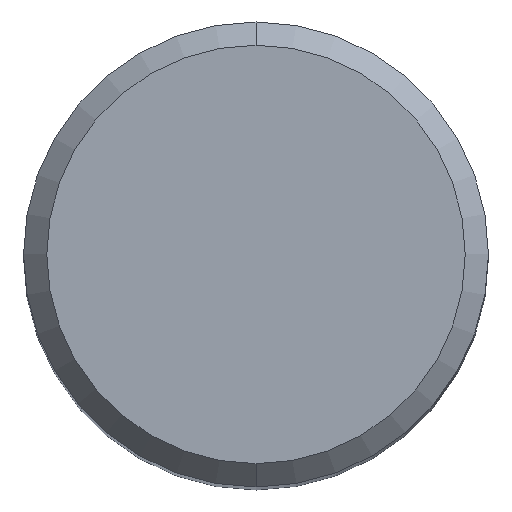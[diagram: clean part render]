
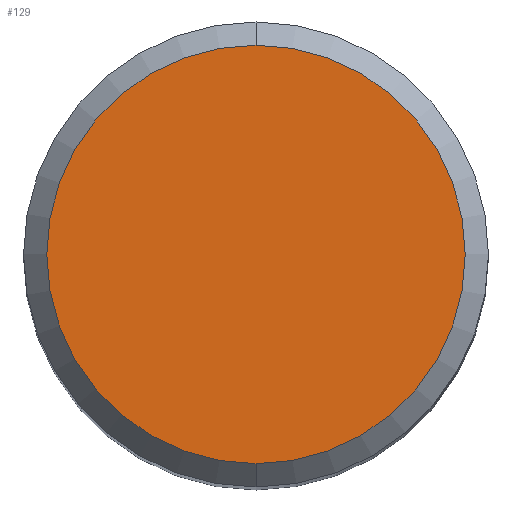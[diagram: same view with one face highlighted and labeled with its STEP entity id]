
A CAD part, top view. The second image highlights one B-rep face of the part: STEP entity #129.
In plain terms, the highlighted planar face has unit normal (0, 0, 1).
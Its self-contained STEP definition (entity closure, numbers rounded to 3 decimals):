
#125=VERTEX_POINT('',#280);
#129=ADVANCED_FACE('',(#284),#285,.T.);
#149=VERTEX_POINT('',#307);
#151=EDGE_CURVE('',#125,#149,#309,.T.);
#229=EDGE_CURVE('',#149,#125,#397,.T.);
#280=CARTESIAN_POINT('',(0.0,4.5,0.0));
#284=FACE_OUTER_BOUND('',#452,.T.);
#285=PLANE('',#453);
#307=CARTESIAN_POINT('',(0.,-4.5,0.0));
#309=CIRCLE('',#483,4.5);
#397=CIRCLE('',#599,4.5);
#452=EDGE_LOOP('',(#646,#647));
#453=AXIS2_PLACEMENT_3D('',#648,#649,#650);
#483=AXIS2_PLACEMENT_3D('',#672,#673,#674);
#599=AXIS2_PLACEMENT_3D('',#790,#791,#792);
#646=ORIENTED_EDGE('',*,*,#151,.F.);
#647=ORIENTED_EDGE('',*,*,#229,.F.);
#648=CARTESIAN_POINT('',(0.0,2.25,0.0));
#649=DIRECTION('',(-0.0,0.0,1.0));
#650=DIRECTION('',(0.0,-1.0,0.0));
#672=CARTESIAN_POINT('',(0.0,0.0,0.0));
#673=DIRECTION('',(0.0,0.0,-1.0));
#674=DIRECTION('',(0.0,1.0,0.0));
#790=CARTESIAN_POINT('',(0.0,0.0,0.0));
#791=DIRECTION('',(0.0,0.0,-1.0));
#792=DIRECTION('',(0.0,1.0,0.0));
